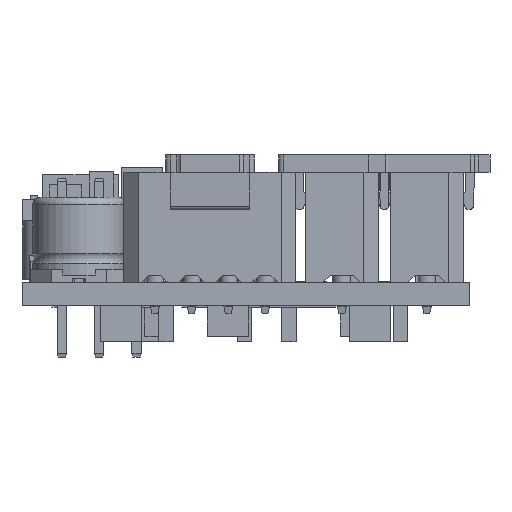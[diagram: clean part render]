
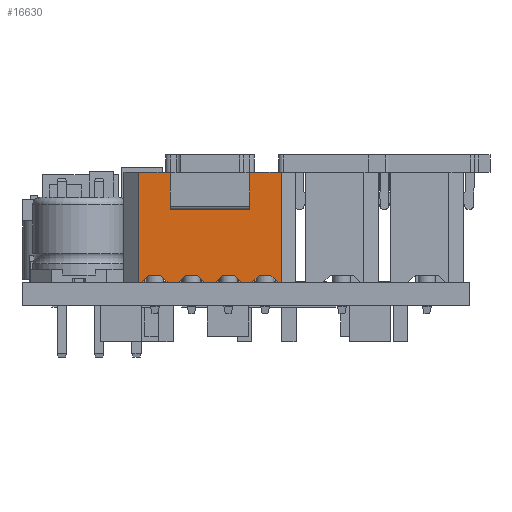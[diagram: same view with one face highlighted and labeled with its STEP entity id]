
A CAD part, left-side view. The second image highlights one B-rep face of the part: STEP entity #16630.
In plain terms, the highlighted face is planar.
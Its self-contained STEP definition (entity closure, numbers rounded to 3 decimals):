
#1094=PLANE('',#18133);
#1841=FACE_OUTER_BOUND('',#2836,.T.);
#2836=EDGE_LOOP('',(#14737,#14738,#14739,#14740,#14741,#14742,#14743,#14744,
#14745,#14746,#14747,#14748,#14749,#14750,#14751,#14752,#14753,#14754,#14755,
#14756,#14757,#14758,#14759,#14760));
#4039=LINE('',#26793,#5828);
#4164=LINE('',#27042,#5953);
#4173=LINE('',#27060,#5962);
#4270=LINE('',#27297,#6059);
#4273=LINE('',#27302,#6062);
#4274=LINE('',#27304,#6063);
#4299=LINE('',#27364,#6088);
#4339=LINE('',#27451,#6128);
#4359=LINE('',#27493,#6148);
#4363=LINE('',#27501,#6152);
#4371=LINE('',#27519,#6160);
#4432=LINE('',#27657,#6221);
#4438=LINE('',#27667,#6227);
#4450=LINE('',#27694,#6239);
#4456=LINE('',#27710,#6245);
#4537=LINE('',#27888,#6326);
#4548=LINE('',#27910,#6337);
#4549=LINE('',#27913,#6338);
#4552=LINE('',#27919,#6341);
#4556=LINE('',#27928,#6345);
#4557=LINE('',#27930,#6346);
#4562=LINE('',#27941,#6351);
#4564=LINE('',#27945,#6353);
#4573=LINE('',#27973,#6362);
#5828=VECTOR('',#21289,1.);
#5953=VECTOR('',#21446,1.);
#5962=VECTOR('',#21461,1.);
#6059=VECTOR('',#21652,1.);
#6062=VECTOR('',#21657,1.);
#6063=VECTOR('',#21660,1.);
#6088=VECTOR('',#21719,1.);
#6128=VECTOR('',#21801,1.);
#6148=VECTOR('',#21851,1.);
#6152=VECTOR('',#21861,1.);
#6160=VECTOR('',#21885,1.);
#6221=VECTOR('',#22018,1.);
#6227=VECTOR('',#22028,1.);
#6239=VECTOR('',#22062,1.);
#6245=VECTOR('',#22086,1.);
#6326=VECTOR('',#22257,1.);
#6337=VECTOR('',#22280,1.);
#6338=VECTOR('',#22283,1.);
#6341=VECTOR('',#22290,1.);
#6345=VECTOR('',#22302,1.);
#6346=VECTOR('',#22305,1.);
#6351=VECTOR('',#22320,1.);
#6353=VECTOR('',#22326,1.);
#6362=VECTOR('',#22371,1.);
#8153=VERTEX_POINT('',#26790);
#8154=VERTEX_POINT('',#26792);
#8261=VERTEX_POINT('',#27039);
#8262=VERTEX_POINT('',#27041);
#8268=VERTEX_POINT('',#27059);
#8360=VERTEX_POINT('',#27294);
#8361=VERTEX_POINT('',#27296);
#8362=VERTEX_POINT('',#27300);
#8379=VERTEX_POINT('',#27360);
#8380=VERTEX_POINT('',#27362);
#8405=VERTEX_POINT('',#27448);
#8406=VERTEX_POINT('',#27450);
#8413=VERTEX_POINT('',#27492);
#8414=VERTEX_POINT('',#27500);
#8456=VERTEX_POINT('',#27655);
#8457=VERTEX_POINT('',#27656);
#8458=VERTEX_POINT('',#27663);
#8459=VERTEX_POINT('',#27665);
#8515=VERTEX_POINT('',#27885);
#8516=VERTEX_POINT('',#27887);
#8521=VERTEX_POINT('',#27908);
#8522=VERTEX_POINT('',#27912);
#8523=VERTEX_POINT('',#27917);
#8525=VERTEX_POINT('',#27940);
#10234=EDGE_CURVE('',#8153,#8154,#4039,.T.);
#10361=EDGE_CURVE('',#8261,#8262,#4164,.T.);
#10370=EDGE_CURVE('',#8153,#8268,#4173,.T.);
#10492=EDGE_CURVE('',#8361,#8360,#4270,.T.);
#10495=EDGE_CURVE('',#8268,#8362,#4273,.T.);
#10496=EDGE_CURVE('',#8361,#8362,#4274,.T.);
#10526=EDGE_CURVE('',#8379,#8380,#4299,.T.);
#10568=EDGE_CURVE('',#8405,#8406,#4339,.T.);
#10588=EDGE_CURVE('',#8379,#8413,#4359,.T.);
#10592=EDGE_CURVE('',#8414,#8413,#4363,.T.);
#10600=EDGE_CURVE('',#8414,#8360,#4371,.T.);
#10667=EDGE_CURVE('',#8456,#8457,#4432,.T.);
#10673=EDGE_CURVE('',#8458,#8459,#4438,.T.);
#10685=EDGE_CURVE('',#8456,#8380,#4450,.T.);
#10691=EDGE_CURVE('',#8458,#8457,#4456,.T.);
#10780=EDGE_CURVE('',#8515,#8516,#4537,.T.);
#10791=EDGE_CURVE('',#8521,#8459,#4548,.T.);
#10792=EDGE_CURVE('',#8521,#8522,#4549,.T.);
#10795=EDGE_CURVE('',#8523,#8522,#4552,.T.);
#10799=EDGE_CURVE('',#8406,#8261,#4556,.T.);
#10800=EDGE_CURVE('',#8523,#8516,#4557,.T.);
#10805=EDGE_CURVE('',#8262,#8525,#4562,.T.);
#10807=EDGE_CURVE('',#8515,#8525,#4564,.T.);
#10816=EDGE_CURVE('',#8154,#8405,#4573,.T.);
#14737=ORIENTED_EDGE('',*,*,#10816,.F.);
#14738=ORIENTED_EDGE('',*,*,#10234,.F.);
#14739=ORIENTED_EDGE('',*,*,#10370,.T.);
#14740=ORIENTED_EDGE('',*,*,#10495,.T.);
#14741=ORIENTED_EDGE('',*,*,#10496,.F.);
#14742=ORIENTED_EDGE('',*,*,#10492,.T.);
#14743=ORIENTED_EDGE('',*,*,#10600,.F.);
#14744=ORIENTED_EDGE('',*,*,#10592,.T.);
#14745=ORIENTED_EDGE('',*,*,#10588,.F.);
#14746=ORIENTED_EDGE('',*,*,#10526,.T.);
#14747=ORIENTED_EDGE('',*,*,#10685,.F.);
#14748=ORIENTED_EDGE('',*,*,#10667,.T.);
#14749=ORIENTED_EDGE('',*,*,#10691,.F.);
#14750=ORIENTED_EDGE('',*,*,#10673,.T.);
#14751=ORIENTED_EDGE('',*,*,#10791,.F.);
#14752=ORIENTED_EDGE('',*,*,#10792,.T.);
#14753=ORIENTED_EDGE('',*,*,#10795,.F.);
#14754=ORIENTED_EDGE('',*,*,#10800,.T.);
#14755=ORIENTED_EDGE('',*,*,#10780,.F.);
#14756=ORIENTED_EDGE('',*,*,#10807,.T.);
#14757=ORIENTED_EDGE('',*,*,#10805,.F.);
#14758=ORIENTED_EDGE('',*,*,#10361,.F.);
#14759=ORIENTED_EDGE('',*,*,#10799,.F.);
#14760=ORIENTED_EDGE('',*,*,#10568,.F.);
#16630=ADVANCED_FACE('',(#1841),#1094,.T.);
#18133=AXIS2_PLACEMENT_3D('',#27972,#22369,#22370);
#21289=DIRECTION('',(0.,0.,-1.));
#21446=DIRECTION('',(0.,0.,-1.));
#21461=DIRECTION('',(1.,0.,0.));
#21652=DIRECTION('',(0.,0.,-1.));
#21657=DIRECTION('',(0.,0.,-1.));
#21660=DIRECTION('',(0.707,0.,0.707));
#21719=DIRECTION('',(0.,0.,-1.));
#21801=DIRECTION('',(0.,0.,-1.));
#21851=DIRECTION('',(0.707,0.,0.707));
#21861=DIRECTION('',(0.,0.,-1.));
#21885=DIRECTION('',(-0.707,0.,0.707));
#22018=DIRECTION('',(0.,0.,-1.));
#22028=DIRECTION('',(0.,0.,-1.));
#22062=DIRECTION('',(-0.707,0.,0.707));
#22086=DIRECTION('',(0.707,0.,0.707));
#22257=DIRECTION('',(-0.707,0.,0.707));
#22280=DIRECTION('',(-0.707,0.,0.707));
#22283=DIRECTION('',(0.,0.,-1.));
#22290=DIRECTION('',(0.707,0.,0.707));
#22302=DIRECTION('',(-1.,0.,0.));
#22305=DIRECTION('',(0.,0.,-1.));
#22320=DIRECTION('',(1.,0.,0.));
#22326=DIRECTION('',(0.,0.,-1.));
#22369=DIRECTION('center_axis',(0.,1.,0.));
#22370=DIRECTION('ref_axis',(-1.,0.,0.));
#22371=DIRECTION('',(1.,0.,0.));
#26790=CARTESIAN_POINT('',(-3.039,-12.222,5.15));
#26792=CARTESIAN_POINT('',(-3.039,-12.222,1.55));
#26793=CARTESIAN_POINT('',(-3.039,-12.222,0.466));
#27039=CARTESIAN_POINT('',(-3.039,-12.222,-0.95));
#27041=CARTESIAN_POINT('',(-3.039,-12.222,-4.55));
#27042=CARTESIAN_POINT('',(-3.039,-12.222,0.466));
#27059=CARTESIAN_POINT('',(4.461,-12.222,5.15));
#27060=CARTESIAN_POINT('',(-3.039,-12.222,5.15));
#27294=CARTESIAN_POINT('',(3.961,-12.222,3.65));
#27296=CARTESIAN_POINT('',(3.961,-12.222,4.45));
#27297=CARTESIAN_POINT('',(3.961,-12.222,0.466));
#27300=CARTESIAN_POINT('',(4.461,-12.222,4.95));
#27302=CARTESIAN_POINT('',(4.461,-12.222,-2.034));
#27304=CARTESIAN_POINT('',(-3.039,-12.222,-2.55));
#27360=CARTESIAN_POINT('',(3.961,-12.222,1.95));
#27362=CARTESIAN_POINT('',(3.961,-12.222,1.15));
#27364=CARTESIAN_POINT('',(3.961,-12.222,0.466));
#27448=CARTESIAN_POINT('',(-2.689,-12.222,1.55));
#27450=CARTESIAN_POINT('',(-2.689,-12.222,-0.95));
#27451=CARTESIAN_POINT('',(-2.689,-12.222,0.466));
#27492=CARTESIAN_POINT('',(4.461,-12.222,2.45));
#27493=CARTESIAN_POINT('',(-3.039,-12.222,-5.05));
#27500=CARTESIAN_POINT('',(4.461,-12.222,3.15));
#27501=CARTESIAN_POINT('',(4.461,-12.222,-4.534));
#27519=CARTESIAN_POINT('',(-3.039,-12.222,10.65));
#27655=CARTESIAN_POINT('',(4.461,-12.222,0.65));
#27656=CARTESIAN_POINT('',(4.461,-12.222,-0.05));
#27657=CARTESIAN_POINT('',(4.461,-12.222,-7.034));
#27663=CARTESIAN_POINT('',(3.961,-12.222,-0.55));
#27665=CARTESIAN_POINT('',(3.961,-12.222,-1.35));
#27667=CARTESIAN_POINT('',(3.961,-12.222,-2.034));
#27694=CARTESIAN_POINT('',(-3.039,-12.222,8.15));
#27710=CARTESIAN_POINT('',(-3.039,-12.222,-7.55));
#27885=CARTESIAN_POINT('',(4.461,-12.222,-4.35));
#27887=CARTESIAN_POINT('',(3.961,-12.222,-3.85));
#27888=CARTESIAN_POINT('',(-3.039,-12.222,3.15));
#27908=CARTESIAN_POINT('',(4.461,-12.222,-1.85));
#27910=CARTESIAN_POINT('',(-3.039,-12.222,5.65));
#27912=CARTESIAN_POINT('',(4.461,-12.222,-2.55));
#27913=CARTESIAN_POINT('',(4.461,-12.222,-9.534));
#27917=CARTESIAN_POINT('',(3.961,-12.222,-3.05));
#27919=CARTESIAN_POINT('',(-3.039,-12.222,-10.05));
#27928=CARTESIAN_POINT('',(-3.039,-12.222,-0.95));
#27930=CARTESIAN_POINT('',(3.961,-12.222,-4.534));
#27940=CARTESIAN_POINT('',(4.461,-12.222,-4.55));
#27941=CARTESIAN_POINT('',(-3.039,-12.222,-4.55));
#27945=CARTESIAN_POINT('',(4.461,-12.222,-4.534));
#27972=CARTESIAN_POINT('Origin',(0.461,-12.222,4.05));
#27973=CARTESIAN_POINT('',(-3.039,-12.222,1.55));
